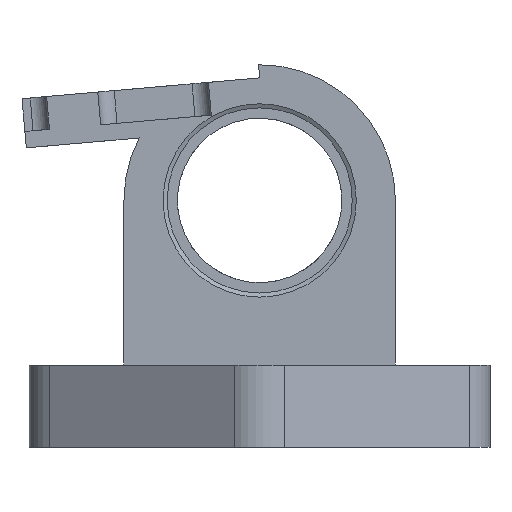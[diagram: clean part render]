
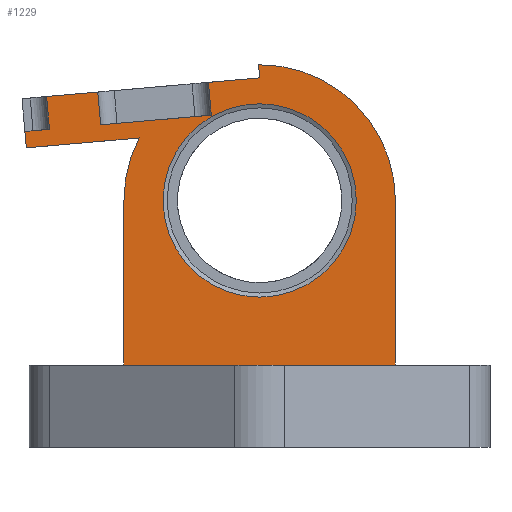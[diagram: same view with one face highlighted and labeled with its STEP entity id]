
A CAD part, front view. The second image highlights one B-rep face of the part: STEP entity #1229.
In plain terms, the highlighted planar face has unit normal (0, -1, 0).
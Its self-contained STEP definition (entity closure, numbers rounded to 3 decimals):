
#33=LINE('',#1758,#173);
#34=LINE('',#1760,#174);
#35=LINE('',#1762,#175);
#36=LINE('',#1766,#176);
#37=LINE('',#1768,#177);
#38=LINE('',#1770,#178);
#39=LINE('',#1774,#179);
#40=LINE('',#1776,#180);
#41=LINE('',#1778,#181);
#42=LINE('',#1780,#182);
#43=LINE('',#1782,#183);
#44=LINE('',#1784,#184);
#45=LINE('',#1785,#185);
#173=VECTOR('',#1411,3.);
#174=VECTOR('',#1412,2.);
#175=VECTOR('',#1413,13.771);
#176=VECTOR('',#1416,20.);
#177=VECTOR('',#1417,33.);
#178=VECTOR('',#1418,20.);
#179=VECTOR('',#1421,1.606);
#180=VECTOR('',#1422,6.25);
#181=VECTOR('',#1423,4.);
#182=VECTOR('',#1424,13.5);
#183=VECTOR('',#1425,4.);
#184=VECTOR('',#1426,6.25);
#185=VECTOR('',#1427,4.);
#313=PLANE('',#1301);
#365=FACE_BOUND('',#459,.T.);
#389=FACE_OUTER_BOUND('',#458,.T.);
#458=EDGE_LOOP('',(#879,#880,#881,#882,#883,#884,#885,#886,#887,#888,#889,
#890,#891,#892,#893));
#459=EDGE_LOOP('',(#894));
#549=CIRCLE('',#1300,11.75);
#550=CIRCLE('',#1302,16.5);
#551=CIRCLE('',#1303,16.5);
#582=VERTEX_POINT('',#1753);
#583=VERTEX_POINT('',#1756);
#584=VERTEX_POINT('',#1757);
#585=VERTEX_POINT('',#1759);
#586=VERTEX_POINT('',#1761);
#587=VERTEX_POINT('',#1763);
#588=VERTEX_POINT('',#1765);
#589=VERTEX_POINT('',#1767);
#590=VERTEX_POINT('',#1769);
#591=VERTEX_POINT('',#1771);
#592=VERTEX_POINT('',#1773);
#593=VERTEX_POINT('',#1775);
#594=VERTEX_POINT('',#1777);
#595=VERTEX_POINT('',#1779);
#596=VERTEX_POINT('',#1781);
#597=VERTEX_POINT('',#1783);
#703=EDGE_CURVE('',#582,#582,#549,.T.);
#704=EDGE_CURVE('',#583,#584,#33,.T.);
#705=EDGE_CURVE('',#585,#584,#34,.T.);
#706=EDGE_CURVE('',#586,#585,#35,.T.);
#707=EDGE_CURVE('',#587,#586,#550,.T.);
#708=EDGE_CURVE('',#588,#587,#36,.T.);
#709=EDGE_CURVE('',#589,#588,#37,.T.);
#710=EDGE_CURVE('',#589,#590,#38,.T.);
#711=EDGE_CURVE('',#591,#590,#551,.T.);
#712=EDGE_CURVE('',#591,#592,#39,.T.);
#713=EDGE_CURVE('',#592,#593,#40,.T.);
#714=EDGE_CURVE('',#593,#594,#41,.T.);
#715=EDGE_CURVE('',#594,#595,#42,.T.);
#716=EDGE_CURVE('',#595,#596,#43,.T.);
#717=EDGE_CURVE('',#596,#597,#44,.T.);
#718=EDGE_CURVE('',#597,#583,#45,.T.);
#879=ORIENTED_EDGE('',*,*,#704,.T.);
#880=ORIENTED_EDGE('',*,*,#705,.F.);
#881=ORIENTED_EDGE('',*,*,#706,.F.);
#882=ORIENTED_EDGE('',*,*,#707,.F.);
#883=ORIENTED_EDGE('',*,*,#708,.F.);
#884=ORIENTED_EDGE('',*,*,#709,.F.);
#885=ORIENTED_EDGE('',*,*,#710,.T.);
#886=ORIENTED_EDGE('',*,*,#711,.F.);
#887=ORIENTED_EDGE('',*,*,#712,.T.);
#888=ORIENTED_EDGE('',*,*,#713,.T.);
#889=ORIENTED_EDGE('',*,*,#714,.T.);
#890=ORIENTED_EDGE('',*,*,#715,.T.);
#891=ORIENTED_EDGE('',*,*,#716,.T.);
#892=ORIENTED_EDGE('',*,*,#717,.T.);
#893=ORIENTED_EDGE('',*,*,#718,.T.);
#894=ORIENTED_EDGE('',*,*,#703,.F.);
#1229=ADVANCED_FACE('',(#389,#365),#313,.T.);
#1300=AXIS2_PLACEMENT_3D('',#1754,#1407,#1408);
#1301=AXIS2_PLACEMENT_3D('',#1755,#1409,#1410);
#1302=AXIS2_PLACEMENT_3D('',#1764,#1414,#1415);
#1303=AXIS2_PLACEMENT_3D('',#1772,#1419,#1420);
#1407=DIRECTION('center_axis',(0.,-1.,0.));
#1408=DIRECTION('ref_axis',(-1.,0.,0.));
#1409=DIRECTION('center_axis',(0.,-1.,0.));
#1410=DIRECTION('ref_axis',(1.,0.,0.));
#1411=DIRECTION('',(-0.996,0.,-0.087));
#1412=DIRECTION('',(-0.087,0.,0.996));
#1413=DIRECTION('',(-0.996,0.,-0.087));
#1414=DIRECTION('center_axis',(0.,1.,0.));
#1415=DIRECTION('ref_axis',(0.707,0.,0.707));
#1416=DIRECTION('',(0.,0.,1.));
#1417=DIRECTION('',(-1.,0.,0.));
#1418=DIRECTION('',(0.,0.,1.));
#1419=DIRECTION('center_axis',(0.,1.,0.));
#1420=DIRECTION('ref_axis',(0.707,0.,0.707));
#1421=DIRECTION('',(0.087,0.,-0.996));
#1422=DIRECTION('',(-0.996,0.,-0.087));
#1423=DIRECTION('',(0.087,0.,-0.996));
#1424=DIRECTION('',(-0.996,0.,-0.087));
#1425=DIRECTION('',(-0.087,0.,0.996));
#1426=DIRECTION('',(-0.996,0.,-0.087));
#1427=DIRECTION('',(0.087,0.,-0.996));
#1753=CARTESIAN_POINT('',(11.75,9.5,30.));
#1754=CARTESIAN_POINT('Origin',(0.,9.5,30.));
#1755=CARTESIAN_POINT('Origin',(-16.5,9.5,10.));
#1756=CARTESIAN_POINT('',(-25.552,9.5,38.649));
#1757=CARTESIAN_POINT('',(-28.541,9.5,38.388));
#1758=CARTESIAN_POINT('',(-23.1,9.5,38.864));
#1759=CARTESIAN_POINT('',(-28.367,9.5,36.395));
#1760=CARTESIAN_POINT('',(-28.367,9.5,36.395));
#1761=CARTESIAN_POINT('',(-14.648,9.5,37.596));
#1762=CARTESIAN_POINT('',(-14.648,9.5,37.596));
#1763=CARTESIAN_POINT('',(-16.5,9.5,30.));
#1764=CARTESIAN_POINT('Origin',(0.,9.5,30.));
#1765=CARTESIAN_POINT('',(-16.5,9.5,10.));
#1766=CARTESIAN_POINT('',(-16.5,9.5,10.));
#1767=CARTESIAN_POINT('',(16.5,9.5,10.));
#1768=CARTESIAN_POINT('',(-8.25,9.5,10.));
#1769=CARTESIAN_POINT('',(16.5,9.5,30.));
#1770=CARTESIAN_POINT('',(16.5,9.5,10.));
#1771=CARTESIAN_POINT('',(-0.14,9.5,46.499));
#1772=CARTESIAN_POINT('Origin',(0.,9.5,30.));
#1773=CARTESIAN_POINT('',(0.,9.5,44.9));
#1774=CARTESIAN_POINT('',(1.322,9.5,29.793));
#1775=CARTESIAN_POINT('',(-6.226,9.5,44.355));
#1776=CARTESIAN_POINT('',(-13.939,9.5,43.681));
#1777=CARTESIAN_POINT('',(-5.878,9.5,40.37));
#1778=CARTESIAN_POINT('',(-4.774,9.5,27.754));
#1779=CARTESIAN_POINT('',(-19.326,9.5,39.194));
#1780=CARTESIAN_POINT('',(-15.829,9.5,39.5));
#1781=CARTESIAN_POINT('',(-19.675,9.5,43.179));
#1782=CARTESIAN_POINT('',(-18.222,9.5,26.578));
#1783=CARTESIAN_POINT('',(-25.901,9.5,42.634));
#1784=CARTESIAN_POINT('',(-13.939,9.5,43.681));
#1785=CARTESIAN_POINT('',(-24.449,9.5,26.033));
